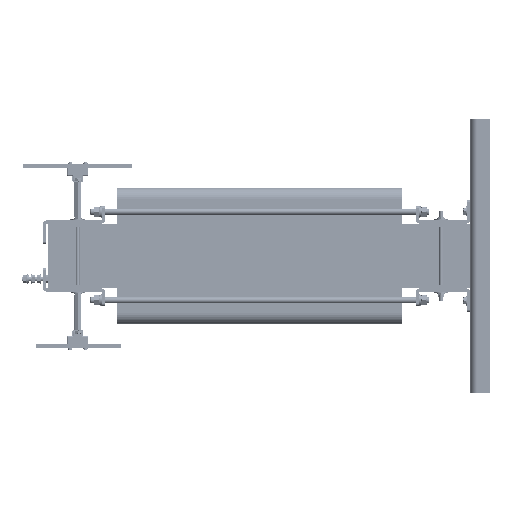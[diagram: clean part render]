
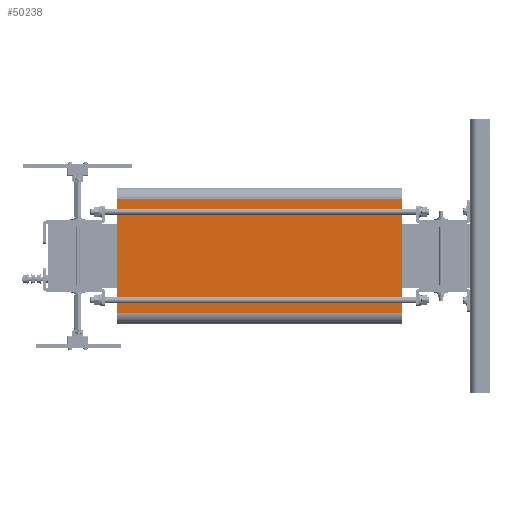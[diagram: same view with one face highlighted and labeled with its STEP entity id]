
A CAD part, left-side view. The second image highlights one B-rep face of the part: STEP entity #50238.
In plain terms, the highlighted planar face has unit normal (-1, 0, 0).
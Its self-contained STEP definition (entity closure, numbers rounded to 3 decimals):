
#9960=FACE_OUTER_BOUND('',#13231,.T.);
#13231=EDGE_LOOP('',(#35570,#35571,#35572,#35573));
#18010=LINE('',#75257,#21084);
#18015=LINE('',#75274,#21089);
#18024=LINE('',#75298,#21098);
#18025=LINE('',#75300,#21099);
#21084=VECTOR('',#59969,10.);
#21089=VECTOR('',#59984,10.);
#21098=VECTOR('',#60011,10.);
#21099=VECTOR('',#60014,10.);
#24150=VERTEX_POINT('',#75253);
#24152=VERTEX_POINT('',#75256);
#24158=VERTEX_POINT('',#75270);
#24165=VERTEX_POINT('',#75296);
#28778=EDGE_CURVE('',#24152,#24150,#18010,.T.);
#28787=EDGE_CURVE('',#24158,#24152,#18015,.T.);
#28799=EDGE_CURVE('',#24150,#24165,#18024,.T.);
#28800=EDGE_CURVE('',#24165,#24158,#18025,.T.);
#35570=ORIENTED_EDGE('',*,*,#28800,.T.);
#35571=ORIENTED_EDGE('',*,*,#28787,.T.);
#35572=ORIENTED_EDGE('',*,*,#28778,.T.);
#35573=ORIENTED_EDGE('',*,*,#28799,.T.);
#48708=PLANE('',#53744);
#50238=ADVANCED_FACE('',(#9960),#48708,.T.);
#53744=AXIS2_PLACEMENT_3D('',#75299,#60012,#60013);
#59969=DIRECTION('',(0.,0.,-1.));
#59984=DIRECTION('',(0.,1.,0.));
#60011=DIRECTION('',(0.,-1.,0.));
#60012=DIRECTION('center_axis',(-1.,0.,0.));
#60013=DIRECTION('ref_axis',(0.,1.,0.));
#60014=DIRECTION('',(0.,0.,1.));
#75253=CARTESIAN_POINT('',(-504.,365.,-145.));
#75256=CARTESIAN_POINT('',(-504.,365.,145.));
#75257=CARTESIAN_POINT('',(-504.,365.,145.));
#75270=CARTESIAN_POINT('',(-504.,-365.,145.));
#75274=CARTESIAN_POINT('',(-504.,0.,145.));
#75296=CARTESIAN_POINT('',(-504.,-365.,-145.));
#75298=CARTESIAN_POINT('',(-504.,0.,-145.));
#75299=CARTESIAN_POINT('Origin',(-504.,0.,-145.));
#75300=CARTESIAN_POINT('',(-504.,-365.,145.));
